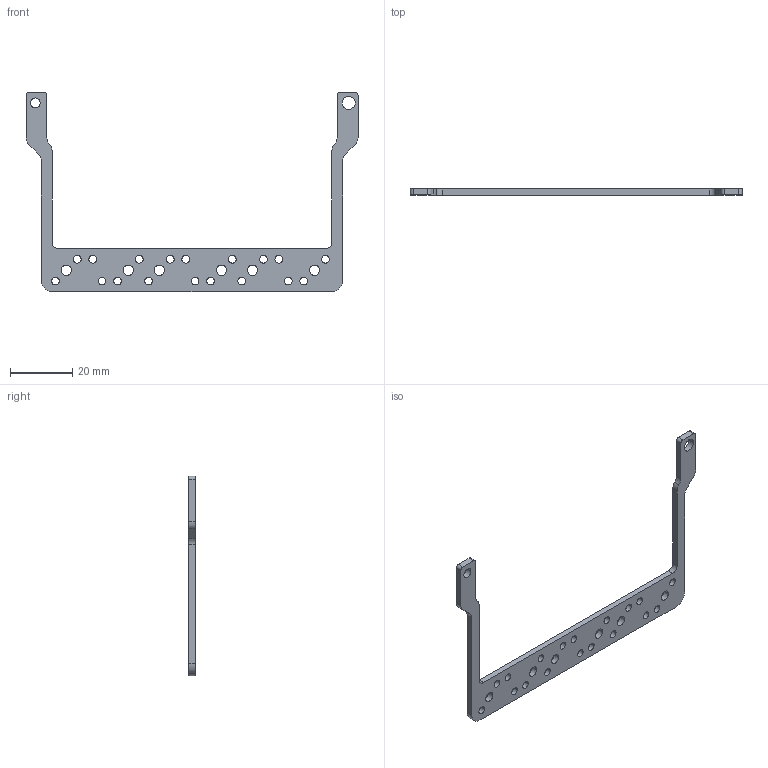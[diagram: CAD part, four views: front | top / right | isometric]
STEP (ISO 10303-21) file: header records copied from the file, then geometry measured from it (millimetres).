
FILE_DESCRIPTION(('Creo Elements/Direct Modeling STEP Export'),'2;1');
FILE_NAME('223mj0b5u372cel14756','2023-12-06T14:09:35',(''),(''),'Creo Elements/Direct Modeling STEP processor for AP214 (Solid Model)','Creo Elements/Direct Modeling 20.5B 27-May-2023 (C) Parametric Technology GmbH','');
FILE_SCHEMA(('AUTOMOTIVE_DESIGN { 1 0 10303 214 1 1 1 1 }'));
Length unit declared in the file: millimetre
Products named in the file (2): CR_24_STA
Assembly tree (1 placements, depth 2):
  CR_24_STA
    CR_24_STA
Bounding box: 107 x 2 x 64.4 mm (x, y, z)
Volume: 3342.6 mm3; surface area: 4652.3 mm2
Topology: 1 solids, 1 shells, 84 faces, 246 edges, 164 vertices
Faces by surface type: cylinder 68, plane 16
Entity records: 2755 total; most frequent: ORIENTED_EDGE 492, DIRECTION 450, CARTESIAN_POINT 444, EDGE_CURVE 246, AXIS2_PLACEMENT_3D 170, VERTEX_POINT 164, EDGE_LOOP 136, VECTOR 110
